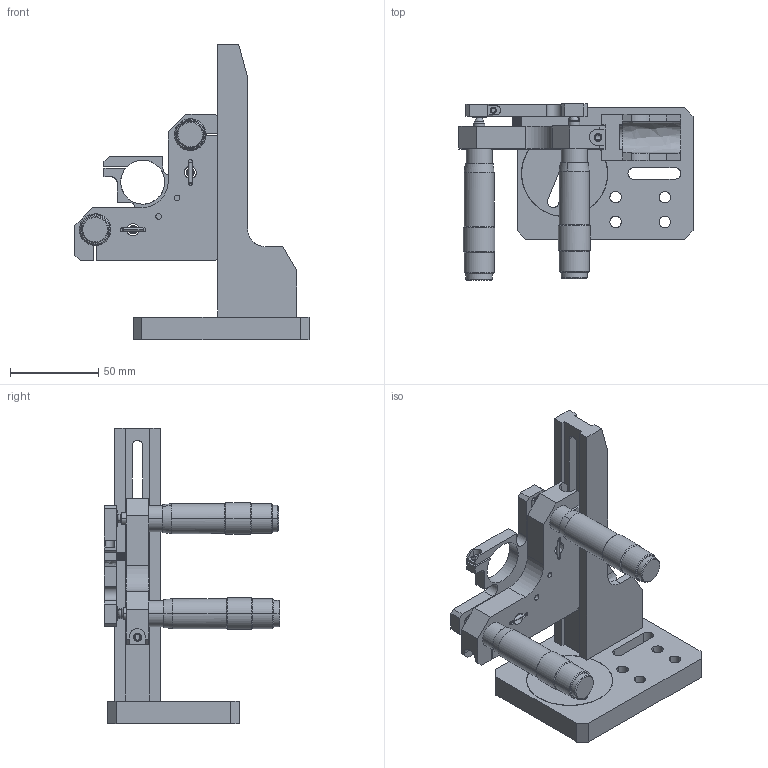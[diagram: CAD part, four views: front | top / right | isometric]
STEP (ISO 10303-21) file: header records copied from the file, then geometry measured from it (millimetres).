
FILE_DESCRIPTION(/* description */ (''),/* implementation_level */ '2;1');
FILE_NAME(/* name */ 'MMB-KV25',/* time_stamp */ '2021-08-20T19:03:53+03:00',/* author */ (''),/* organization */ (''),/* preprocessor_version */ 'ST-DEVELOPER v15',/* originating_system */ '',/* authorisation */ '');
FILE_SCHEMA (('AUTOMOTIVE_DESIGN'));
Length unit declared in the file: millimetre
Products named in the file (7): Document; MMB-KV25; MMB-KV25_Substitute_1; Block 01; Block 02; Block 03
Assembly tree (6 placements, depth 5):
  Document
    Document
      MMB-KV25
        MMB-KV25_Substitute_1
          Block 01
          Block 02
          Block 03
Bounding box: 133 x 99.89 x 168 mm (x, y, z)
Volume: 218897.3 mm3; surface area: 84102.2 mm2
Topology: 27 solids, 46 shells, 557 faces, 1574 edges, 1017 vertices
Faces by surface type: bspline 557
Entity records: 88402 total; most frequent: CARTESIAN_POINT 69621, B_SPLINE_CURVE_WITH_KNOTS 3159, ORIENTED_EDGE 2952, PCURVE 2952, DEFINITIONAL_REPRESENTATION 2952, SURFACE_CURVE 1537, EDGE_CURVE 1537, VERTEX_POINT 1008
